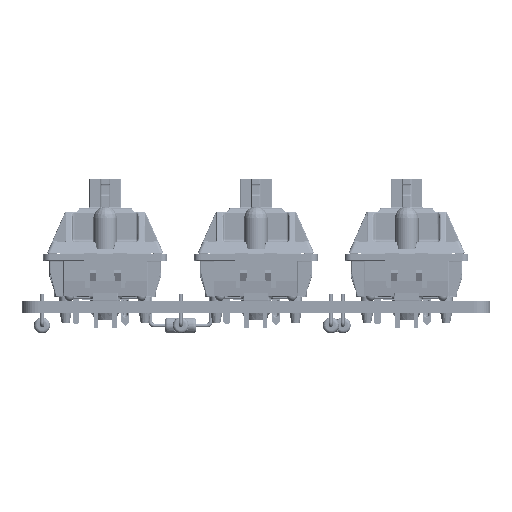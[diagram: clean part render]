
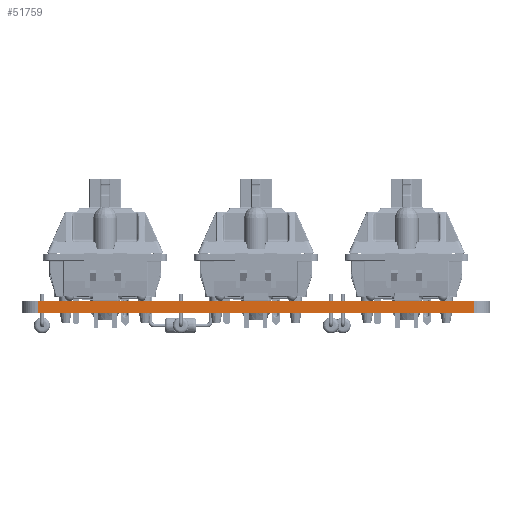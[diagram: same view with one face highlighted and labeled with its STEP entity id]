
A CAD part, front view. The second image highlights one B-rep face of the part: STEP entity #51759.
In plain terms, the highlighted planar face has unit normal (0, -1, 0).
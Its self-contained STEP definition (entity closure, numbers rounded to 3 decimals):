
#49692 = VERTEX_POINT('',#49693);
#49693 = CARTESIAN_POINT('',(116.216,-134.19,0.));
#49700 = EDGE_CURVE('',#49701,#49692,#49703,.T.);
#49701 = VERTEX_POINT('',#49702);
#49702 = CARTESIAN_POINT('',(171.366,-134.19,0.));
#49703 = LINE('',#49704,#49705);
#49704 = CARTESIAN_POINT('',(171.366,-134.19,0.));
#49705 = VECTOR('',#49706,1.);
#49706 = DIRECTION('',(-1.,0.,0.));
#50712 = VERTEX_POINT('',#50713);
#50713 = CARTESIAN_POINT('',(116.216,-134.19,1.51));
#50720 = EDGE_CURVE('',#50721,#50712,#50723,.T.);
#50721 = VERTEX_POINT('',#50722);
#50722 = CARTESIAN_POINT('',(171.366,-134.19,1.51));
#50723 = LINE('',#50724,#50725);
#50724 = CARTESIAN_POINT('',(171.366,-134.19,1.51));
#50725 = VECTOR('',#50726,1.);
#50726 = DIRECTION('',(-1.,0.,0.));
#51731 = EDGE_CURVE('',#49701,#50721,#51732,.T.);
#51732 = LINE('',#51733,#51734);
#51733 = CARTESIAN_POINT('',(171.366,-134.19,0.));
#51734 = VECTOR('',#51735,1.);
#51735 = DIRECTION('',(0.,0.,1.));
#51759 = ADVANCED_FACE('',(#51760),#51771,.T.);
#51760 = FACE_BOUND('',#51761,.T.);
#51761 = EDGE_LOOP('',(#51762,#51763,#51764,#51770));
#51762 = ORIENTED_EDGE('',*,*,#51731,.T.);
#51763 = ORIENTED_EDGE('',*,*,#50720,.T.);
#51764 = ORIENTED_EDGE('',*,*,#51765,.F.);
#51765 = EDGE_CURVE('',#49692,#50712,#51766,.T.);
#51766 = LINE('',#51767,#51768);
#51767 = CARTESIAN_POINT('',(116.216,-134.19,0.));
#51768 = VECTOR('',#51769,1.);
#51769 = DIRECTION('',(0.,0.,1.));
#51770 = ORIENTED_EDGE('',*,*,#49700,.F.);
#51771 = PLANE('',#51772);
#51772 = AXIS2_PLACEMENT_3D('',#51773,#51774,#51775);
#51773 = CARTESIAN_POINT('',(171.366,-134.19,0.));
#51774 = DIRECTION('',(0.,-1.,0.));
#51775 = DIRECTION('',(-1.,0.,0.));
